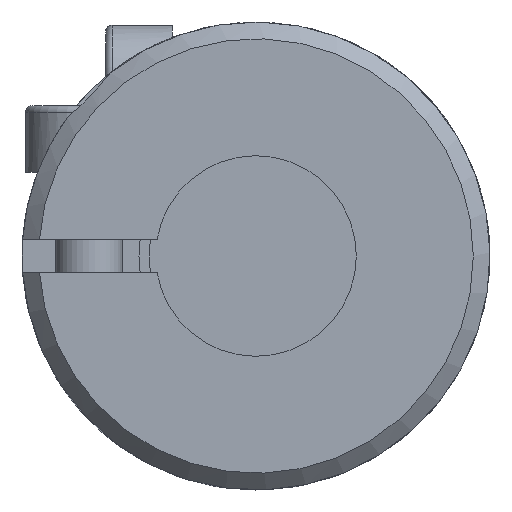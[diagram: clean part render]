
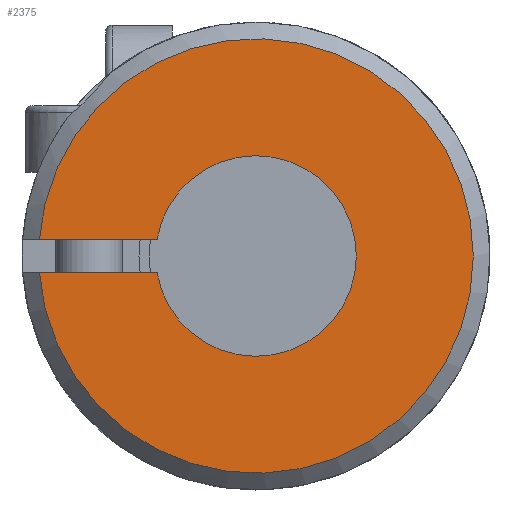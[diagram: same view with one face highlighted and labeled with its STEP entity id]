
A CAD part, left-side view. The second image highlights one B-rep face of the part: STEP entity #2375.
In plain terms, the highlighted planar face has unit normal (-1, 0, 0).
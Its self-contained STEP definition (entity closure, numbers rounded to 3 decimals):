
#25=PLANE('',#2497);
#91=LINE('',#3437,#197);
#92=LINE('',#3441,#198);
#197=VECTOR('',#2773,1000.);
#198=VECTOR('',#2776,1000.);
#345=ORIENTED_EDGE('',*,*,#841,.T.);
#346=ORIENTED_EDGE('',*,*,#842,.T.);
#347=ORIENTED_EDGE('',*,*,#843,.T.);
#348=ORIENTED_EDGE('',*,*,#819,.F.);
#819=EDGE_CURVE('',#1067,#1068,#1229,.T.);
#841=EDGE_CURVE('',#1067,#1089,#91,.T.);
#842=EDGE_CURVE('',#1089,#1090,#1238,.T.);
#843=EDGE_CURVE('',#1090,#1068,#92,.T.);
#1067=VERTEX_POINT('',#3359);
#1068=VERTEX_POINT('',#3361);
#1089=VERTEX_POINT('',#3438);
#1090=VERTEX_POINT('',#3440);
#1229=CIRCLE('',#2486,6.5);
#1238=CIRCLE('',#2498,3.);
#1362=EDGE_LOOP('',(#345,#346,#347,#348));
#1494=FACE_BOUND('',#1362,.T.);
#2375=ADVANCED_FACE('',(#1494),#25,.F.);
#2486=AXIS2_PLACEMENT_3D('',#3360,#2740,#2741);
#2497=AXIS2_PLACEMENT_3D('',#3436,#2771,#2772);
#2498=AXIS2_PLACEMENT_3D('',#3439,#2774,#2775);
#2740=DIRECTION('',(1.,0.,0.));
#2741=DIRECTION('',(0.,0.,-1.));
#2771=DIRECTION('',(1.,0.,0.));
#2772=DIRECTION('',(0.,0.,-1.));
#2773=DIRECTION('',(0.,-1.,0.));
#2774=DIRECTION('',(1.,0.,0.));
#2775=DIRECTION('',(0.,0.,-1.));
#2776=DIRECTION('',(0.,1.,0.));
#3359=CARTESIAN_POINT('',(0.,6.481,0.5));
#3360=CARTESIAN_POINT('',(0.,0.,0.));
#3361=CARTESIAN_POINT('',(0.,6.481,-0.5));
#3436=CARTESIAN_POINT('',(0.,0.,0.));
#3437=CARTESIAN_POINT('',(0.,14.,0.5));
#3438=CARTESIAN_POINT('',(0.,2.958,0.5));
#3439=CARTESIAN_POINT('',(0.,0.,0.));
#3440=CARTESIAN_POINT('',(0.,2.958,-0.5));
#3441=CARTESIAN_POINT('',(0.,0.,-0.5));
